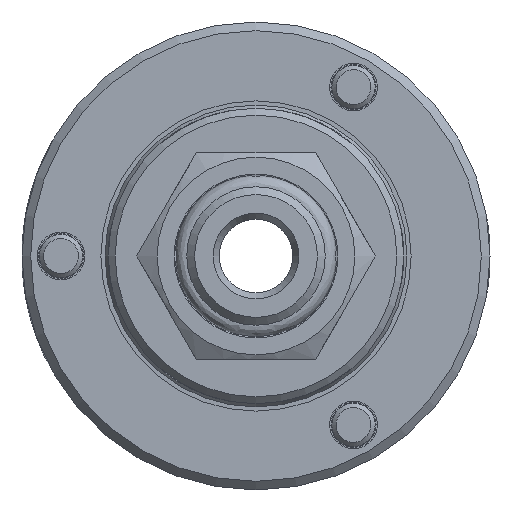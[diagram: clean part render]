
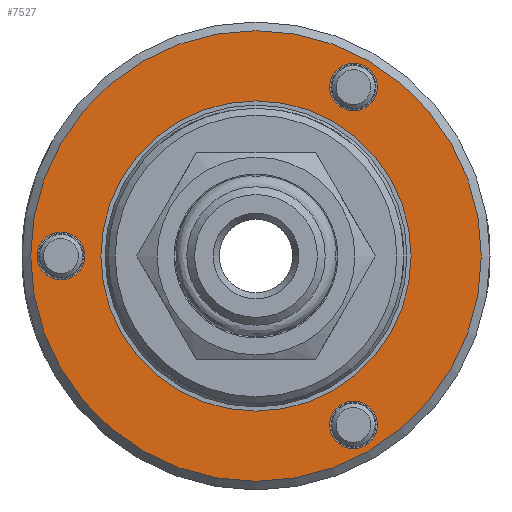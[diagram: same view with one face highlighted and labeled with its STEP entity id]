
A CAD part, left-side view. The second image highlights one B-rep face of the part: STEP entity #7527.
In plain terms, the highlighted planar face has unit normal (-1, 0, 0).
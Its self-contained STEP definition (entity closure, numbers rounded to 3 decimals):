
#1714=FACE_BOUND('',#2309,.T.);
#1715=FACE_BOUND('',#2310,.T.);
#1716=FACE_BOUND('',#2311,.T.);
#1717=FACE_BOUND('',#2312,.T.);
#1855=FACE_OUTER_BOUND('',#2308,.T.);
#2308=EDGE_LOOP('',(#5534));
#2309=EDGE_LOOP('',(#5535,#5536));
#2310=EDGE_LOOP('',(#5537,#5538));
#2311=EDGE_LOOP('',(#5539,#5540));
#2312=EDGE_LOOP('',(#5541,#5542));
#2788=CIRCLE('',#8080,17.9);
#2789=CIRCLE('',#8081,17.9);
#2815=CIRCLE('',#8125,26.);
#2816=CIRCLE('',#8126,2.75);
#2817=CIRCLE('',#8127,2.75);
#2818=CIRCLE('',#8128,2.75);
#2819=CIRCLE('',#8129,2.75);
#2820=CIRCLE('',#8130,2.75);
#2821=CIRCLE('',#8131,2.75);
#3199=VERTEX_POINT('',#11090);
#3200=VERTEX_POINT('',#11091);
#3234=VERTEX_POINT('',#11208);
#3235=VERTEX_POINT('',#11210);
#3236=VERTEX_POINT('',#11211);
#3237=VERTEX_POINT('',#11214);
#3238=VERTEX_POINT('',#11215);
#3239=VERTEX_POINT('',#11218);
#3240=VERTEX_POINT('',#11219);
#4051=EDGE_CURVE('',#3199,#3200,#2788,.T.);
#4052=EDGE_CURVE('',#3200,#3199,#2789,.T.);
#4102=EDGE_CURVE('',#3234,#3234,#2815,.T.);
#4103=EDGE_CURVE('',#3235,#3236,#2816,.T.);
#4104=EDGE_CURVE('',#3236,#3235,#2817,.T.);
#4105=EDGE_CURVE('',#3237,#3238,#2818,.T.);
#4106=EDGE_CURVE('',#3238,#3237,#2819,.T.);
#4107=EDGE_CURVE('',#3239,#3240,#2820,.T.);
#4108=EDGE_CURVE('',#3240,#3239,#2821,.T.);
#5534=ORIENTED_EDGE('',*,*,#4102,.F.);
#5535=ORIENTED_EDGE('',*,*,#4103,.T.);
#5536=ORIENTED_EDGE('',*,*,#4104,.T.);
#5537=ORIENTED_EDGE('',*,*,#4105,.T.);
#5538=ORIENTED_EDGE('',*,*,#4106,.T.);
#5539=ORIENTED_EDGE('',*,*,#4107,.T.);
#5540=ORIENTED_EDGE('',*,*,#4108,.T.);
#5541=ORIENTED_EDGE('',*,*,#4051,.T.);
#5542=ORIENTED_EDGE('',*,*,#4052,.T.);
#7342=PLANE('',#8124);
#7527=ADVANCED_FACE('',(#1855,#1714,#1715,#1716,#1717),#7342,.T.);
#8080=AXIS2_PLACEMENT_3D('',#11092,#8963,#8964);
#8081=AXIS2_PLACEMENT_3D('',#11093,#8965,#8966);
#8124=AXIS2_PLACEMENT_3D('',#11207,#9068,#9069);
#8125=AXIS2_PLACEMENT_3D('',#11209,#9070,#9071);
#8126=AXIS2_PLACEMENT_3D('',#11212,#9072,#9073);
#8127=AXIS2_PLACEMENT_3D('',#11213,#9074,#9075);
#8128=AXIS2_PLACEMENT_3D('',#11216,#9076,#9077);
#8129=AXIS2_PLACEMENT_3D('',#11217,#9078,#9079);
#8130=AXIS2_PLACEMENT_3D('',#11220,#9080,#9081);
#8131=AXIS2_PLACEMENT_3D('',#11221,#9082,#9083);
#8963=DIRECTION('center_axis',(1.,0.,0.));
#8964=DIRECTION('ref_axis',(0.,1.,0.));
#8965=DIRECTION('center_axis',(1.,0.,0.));
#8966=DIRECTION('ref_axis',(0.,1.,0.));
#9068=DIRECTION('center_axis',(-1.,0.,0.));
#9069=DIRECTION('ref_axis',(0.,0.,1.));
#9070=DIRECTION('center_axis',(1.,0.,0.));
#9071=DIRECTION('ref_axis',(0.,-1.,0.));
#9072=DIRECTION('center_axis',(1.,0.,0.));
#9073=DIRECTION('ref_axis',(0.,0.866,-0.5));
#9074=DIRECTION('center_axis',(1.,0.,0.));
#9075=DIRECTION('ref_axis',(0.,0.866,-0.5));
#9076=DIRECTION('center_axis',(1.,0.,0.));
#9077=DIRECTION('ref_axis',(0.,-0.866,-0.5));
#9078=DIRECTION('center_axis',(1.,0.,0.));
#9079=DIRECTION('ref_axis',(0.,-0.866,-0.5));
#9080=DIRECTION('center_axis',(1.,0.,0.));
#9081=DIRECTION('ref_axis',(0.,0.,1.));
#9082=DIRECTION('center_axis',(1.,0.,0.));
#9083=DIRECTION('ref_axis',(0.,0.,1.));
#11090=CARTESIAN_POINT('',(5.72,17.9,0.));
#11091=CARTESIAN_POINT('',(5.72,-17.9,0.));
#11092=CARTESIAN_POINT('Origin',(5.72,0.,0.));
#11093=CARTESIAN_POINT('Origin',(5.72,0.,0.));
#11207=CARTESIAN_POINT('Origin',(5.72,21.133,0.));
#11208=CARTESIAN_POINT('',(5.72,26.,0.));
#11209=CARTESIAN_POINT('Origin',(5.72,0.,0.));
#11210=CARTESIAN_POINT('',(5.72,-8.868,-20.861));
#11211=CARTESIAN_POINT('',(5.72,-13.632,-18.111));
#11212=CARTESIAN_POINT('Origin',(5.72,-11.25,-19.486));
#11213=CARTESIAN_POINT('Origin',(5.72,-11.25,-19.486));
#11214=CARTESIAN_POINT('',(5.72,-13.632,18.111));
#11215=CARTESIAN_POINT('',(5.72,-8.868,20.861));
#11216=CARTESIAN_POINT('Origin',(5.72,-11.25,19.486));
#11217=CARTESIAN_POINT('Origin',(5.72,-11.25,19.486));
#11218=CARTESIAN_POINT('',(5.72,22.5,2.75));
#11219=CARTESIAN_POINT('',(5.72,22.5,-2.75));
#11220=CARTESIAN_POINT('Origin',(5.72,22.5,0.));
#11221=CARTESIAN_POINT('Origin',(5.72,22.5,0.));
